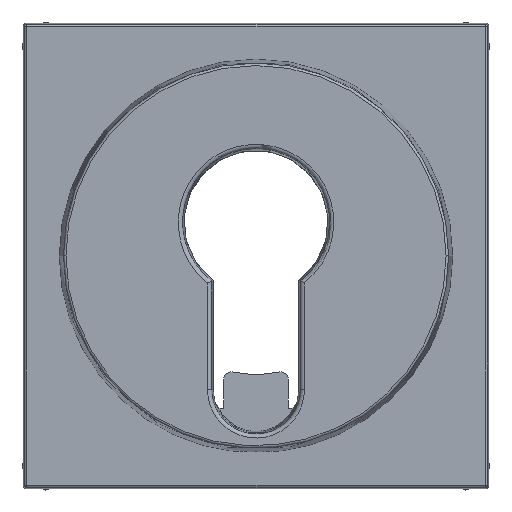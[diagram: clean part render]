
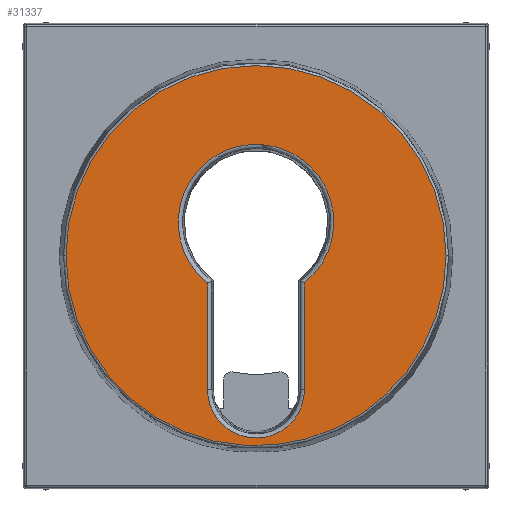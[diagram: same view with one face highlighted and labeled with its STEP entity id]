
A CAD part, top view. The second image highlights one B-rep face of the part: STEP entity #31337.
In plain terms, the highlighted face is planar.
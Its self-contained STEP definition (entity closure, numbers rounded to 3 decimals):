
#26504=CARTESIAN_POINT('',(0.,29.25,0.));
#26505=DIRECTION('',(0.,-1.,0.));
#26506=DIRECTION('',(-1.,0.,0.));
#26507=AXIS2_PLACEMENT_3D('',#26504,#26505,#26506);
#26509=CARTESIAN_POINT('',(0.,29.25,0.));
#26510=DIRECTION('',(0.,-1.,0.));
#26511=DIRECTION('',(0.641,0.,-0.767));
#26512=AXIS2_PLACEMENT_3D('',#26509,#26510,#26511);
#26514=CARTESIAN_POINT('',(0.,29.25,0.));
#26515=DIRECTION('',(0.,-1.,0.));
#26516=DIRECTION('',(1.,0.,0.));
#26517=AXIS2_PLACEMENT_3D('',#26514,#26515,#26516);
#26519=CARTESIAN_POINT('',(0.,29.25,0.));
#26520=DIRECTION('',(0.,-1.,0.));
#26521=DIRECTION('',(-0.654,0.,0.757));
#26522=AXIS2_PLACEMENT_3D('',#26519,#26520,#26521);
#26524=CARTESIAN_POINT('',(0.,29.25,-4.));
#26525=DIRECTION('',(0.,1.,0.));
#26526=DIRECTION('',(0.623,0.,0.782));
#26527=AXIS2_PLACEMENT_3D('',#26524,#26525,#26526);
#26529=CARTESIAN_POINT('',(0.,29.25,-4.));
#26530=DIRECTION('',(0.,1.,0.));
#26531=DIRECTION('',(0.076,0.,-0.997));
#26532=AXIS2_PLACEMENT_3D('',#26529,#26530,#26531);
#26534=CARTESIAN_POINT('',(0.,29.25,-4.));
#26535=DIRECTION('',(0.,1.,0.));
#26536=DIRECTION('',(-0.623,0.,-0.782));
#26537=AXIS2_PLACEMENT_3D('',#26534,#26535,#26536);
#26539=CARTESIAN_POINT('',(0.,29.25,16.));
#26540=DIRECTION('',(0.,1.,0.));
#26541=DIRECTION('',(-1.,0.,0.));
#26542=AXIS2_PLACEMENT_3D('',#26539,#26540,#26541);
#26544=CARTESIAN_POINT('',(0.,29.25,16.));
#26545=DIRECTION('',(0.,1.,0.));
#26546=DIRECTION('',(-0.466,0.,0.885));
#26547=AXIS2_PLACEMENT_3D('',#26544,#26545,#26546);
#26600=DIRECTION('',(0.,0.,1.));
#26601=VECTOR('',#26600,12.736);
#26602=CARTESIAN_POINT('',(5.789,29.25,3.264));
#26603=LINE('2675',#26602,#26601);
#28234=DIRECTION('',(0.,0.,-1.));
#28235=VECTOR('',#28234,12.736);
#28236=CARTESIAN_POINT('',(-5.789,29.25,16.));
#28237=LINE('2672',#28236,#28235);
#30168=CARTESIAN_POINT('',(22.704,29.25,0.));
#30170=VERTEX_POINT('',#30168);
#30172=CARTESIAN_POINT('',(14.564,29.25,-17.417));
#30173=VERTEX_POINT('',#30172);
#30174=CARTESIAN_POINT('',(-22.704,29.25,0.));
#30175=VERTEX_POINT('',#30174);
#30180=CARTESIAN_POINT('',(-14.848,29.25,17.176));
#30181=VERTEX_POINT('',#30180);
#30184=CARTESIAN_POINT('',(5.789,29.25,3.264));
#30185=CARTESIAN_POINT('',(0.706,29.25,-13.262));
#30186=VERTEX_POINT('',#30184);
#30187=VERTEX_POINT('',#30185);
#30188=CARTESIAN_POINT('',(-5.789,29.25,-11.264));
#30189=VERTEX_POINT('',#30188);
#30190=CARTESIAN_POINT('',(-5.789,29.25,3.264));
#30191=VERTEX_POINT('',#30190);
#30192=CARTESIAN_POINT('',(-5.789,29.25,16.));
#30193=VERTEX_POINT('',#30192);
#30194=CARTESIAN_POINT('',(-2.698,29.25,21.121));
#30195=VERTEX_POINT('',#30194);
#30196=CARTESIAN_POINT('',(5.789,29.25,16.));
#30197=VERTEX_POINT('',#30196);
#31310=CARTESIAN_POINT('',(0.,29.25,0.));
#31311=DIRECTION('',(0.,-1.,0.));
#31312=DIRECTION('',(-1.,0.,0.));
#31313=AXIS2_PLACEMENT_3D('',#31310,#31311,#31312);
#31314=PLANE('2886',#31313);
#31315=ORIENTED_EDGE('2661',*,*,#31267,.T.);
#31316=ORIENTED_EDGE('2660',*,*,#31265,.T.);
#31317=ORIENTED_EDGE('2666',*,*,#31293,.T.);
#31318=ORIENTED_EDGE('2665',*,*,#31291,.T.);
#31319=EDGE_LOOP('2886',(#31315,#31316,#31317,#31318));
#31320=FACE_OUTER_BOUND('2886',#31319,.F.);
#31322=ORIENTED_EDGE('2669',*,*,#31321,.T.);
#31324=ORIENTED_EDGE('2670',*,*,#31323,.T.);
#31326=ORIENTED_EDGE('2671',*,*,#31325,.T.);
#31328=ORIENTED_EDGE('2672',*,*,#31327,.F.);
#31330=ORIENTED_EDGE('2673',*,*,#31329,.T.);
#31332=ORIENTED_EDGE('2674',*,*,#31331,.T.);
#31334=ORIENTED_EDGE('2675',*,*,#31333,.F.);
#31335=EDGE_LOOP('2886',(#31322,#31324,#31326,#31328,#31330,#31332,#31334));
#31336=FACE_BOUND('2886',#31335,.F.);
#26508=CIRCLE('2661',#26507,22.704);
#26513=CIRCLE('2660',#26512,22.704);
#26518=CIRCLE('2666',#26517,22.704);
#26523=CIRCLE('2665',#26522,22.704);
#26528=CIRCLE('2669',#26527,9.289);
#26533=CIRCLE('2670',#26532,9.289);
#26538=CIRCLE('2671',#26537,9.289);
#26543=CIRCLE('2673',#26542,5.789);
#26548=CIRCLE('2674',#26547,5.789);
#31265=EDGE_CURVE('2660',#30173,#30170,#26513,.T.);
#31267=EDGE_CURVE('2661',#30175,#30173,#26508,.T.);
#31291=EDGE_CURVE('2665',#30181,#30175,#26523,.T.);
#31293=EDGE_CURVE('2666',#30170,#30181,#26518,.T.);
#31321=EDGE_CURVE('2669',#30186,#30187,#26528,.T.);
#31323=EDGE_CURVE('2670',#30187,#30189,#26533,.T.);
#31325=EDGE_CURVE('2671',#30189,#30191,#26538,.T.);
#31327=EDGE_CURVE('2672',#30193,#30191,#28237,.T.);
#31329=EDGE_CURVE('2673',#30193,#30195,#26543,.T.);
#31331=EDGE_CURVE('2674',#30195,#30197,#26548,.T.);
#31333=EDGE_CURVE('2675',#30186,#30197,#26603,.T.);
#31337=ADVANCED_FACE('2886',(#31320,#31336),#31314,.F.);
